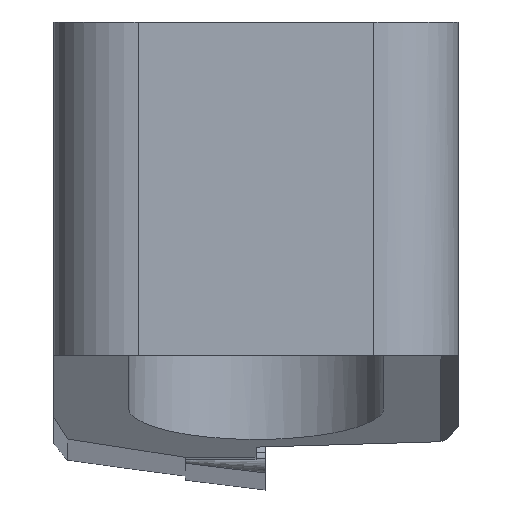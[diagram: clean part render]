
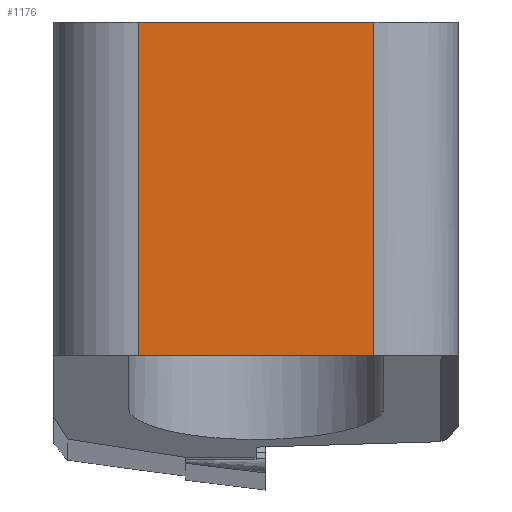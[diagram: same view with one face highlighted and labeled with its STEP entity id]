
A CAD part, left-side view. The second image highlights one B-rep face of the part: STEP entity #1176.
In plain terms, the highlighted planar face has unit normal (-1, 0, 0).
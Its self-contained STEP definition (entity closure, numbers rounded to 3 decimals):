
#904=EDGE_CURVE('NONE',#1096,#1640,#2384,.T.);
#1096=VERTEX_POINT('NONE',#2601);
#1176=ADVANCED_FACE('NONE',(#2687),#2688,.T.);
#1260=VERTEX_POINT('NONE',#2780);
#1318=EDGE_CURVE('NONE',#1096,#1934,#2844,.F.);
#1626=EDGE_CURVE('NONE',#1260,#1934,#3187,.T.);
#1640=VERTEX_POINT('NONE',#3202);
#1880=EDGE_CURVE('NONE',#1260,#1640,#3461,.T.);
#1934=VERTEX_POINT('NONE',#3522);
#2384=LINE('',#4055,#4056);
#2601=CARTESIAN_POINT('',(0.0,-3.5,-10.0));
#2687=FACE_OUTER_BOUND('',#4465,.T.);
#2688=PLANE('',#4466);
#2780=CARTESIAN_POINT('',(0.0,3.5,-0.1));
#2844=LINE('',#4670,#4671);
#3187=LINE('',#5132,#5133);
#3202=CARTESIAN_POINT('',(0.0,-3.5,-0.1));
#3461=LINE('',#5533,#5534);
#3522=CARTESIAN_POINT('',(0.0,3.5,-10.0));
#4055=CARTESIAN_POINT('',(0.0,-3.5,-14.0));
#4056=VECTOR('',#6639,1.0);
#4465=EDGE_LOOP('',(#7024,#7025,#7026,#7027));
#4466=AXIS2_PLACEMENT_3D('',#7028,#7029,#7030);
#4670=CARTESIAN_POINT('',(0.0,6.05,-10.0));
#4671=VECTOR('',#7191,1.0);
#5132=CARTESIAN_POINT('',(0.0,3.5,0.0));
#5133=VECTOR('',#7635,1.0);
#5533=CARTESIAN_POINT('',(0.0,6.25,-0.1));
#5534=VECTOR('',#7923,1.0);
#6639=DIRECTION('',(-0.0,0.0,1.0));
#7024=ORIENTED_EDGE('',*,*,#1880,.F.);
#7025=ORIENTED_EDGE('',*,*,#1626,.T.);
#7026=ORIENTED_EDGE('',*,*,#1318,.F.);
#7027=ORIENTED_EDGE('',*,*,#904,.T.);
#7028=CARTESIAN_POINT('',(0.0,6.0,0.0));
#7029=DIRECTION('',(-1.0,0.0,0.0));
#7030=DIRECTION('',(0.0,0.0,-1.0));
#7191=DIRECTION('',(0.0,-1.0,-0.0));
#7635=DIRECTION('',(0.0,0.0,-1.0));
#7923=DIRECTION('',(-0.0,-1.0,0.));
